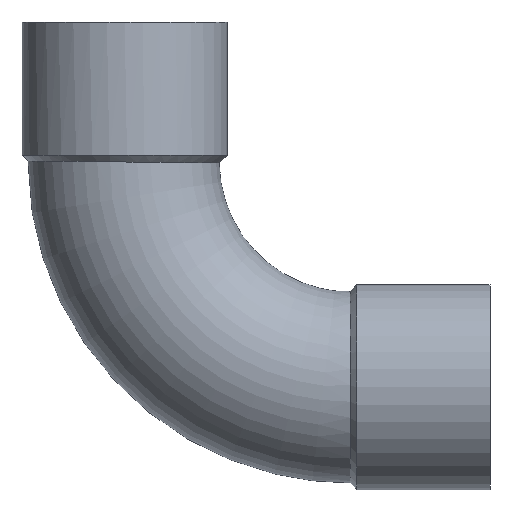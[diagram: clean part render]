
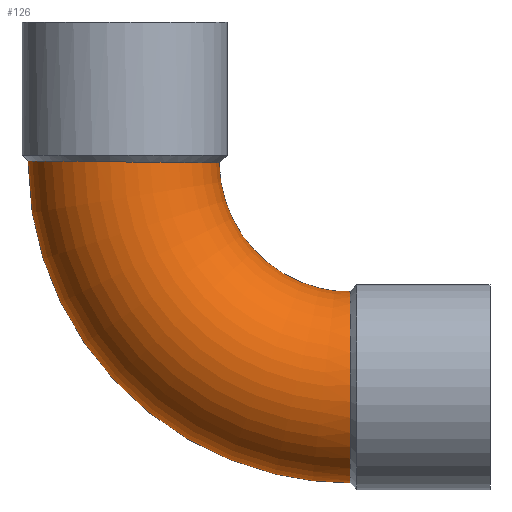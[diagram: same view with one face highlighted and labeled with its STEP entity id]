
A CAD part, left-side view. The second image highlights one B-rep face of the part: STEP entity #126.
In plain terms, the highlighted toroidal (fillet/blend) face has major radius 65 mm and minor radius 27.5 mm.
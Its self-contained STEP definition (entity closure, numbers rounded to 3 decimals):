
#20=B_SPLINE_CURVE_WITH_KNOTS('',3,(#224,#225,#226,#227,#228,#229,#230,
#231,#232,#233,#234,#235,#236,#237,#238,#239,#240,#241,#242,#243,#244,#245,
#246,#247,#248,#249,#250,#251,#252,#253,#254,#255,#256,#257,#258,#259,#260,
#261,#262,#263,#264,#265,#266,#267,#268,#269),.UNSPECIFIED.,.T.,.F.,(1,
1,1,1,1,1,1,1,1,1,1,1,1,1,1,1,1,1,1,1,1,1,1,1,1,1,1,1,1,1,1,1,1,1,1,1,1,
1,1,1,1,1,1,1,1,1,1,1,1,1),(-0.016,-0.011,-0.005,
0.,0.005,0.011,0.016,0.019,
0.022,0.024,0.027,0.032,
0.038,0.043,0.046,0.049,
0.051,0.054,0.059,0.065,
0.07,0.073,0.075,0.081,
0.086,0.089,0.092,0.097,
0.102,0.108,0.111,0.113,
0.116,0.119,0.124,0.129,
0.135,0.14,0.143,0.146,
0.148,0.151,0.154,0.156,
0.162,0.167,0.173,0.178,
0.183,0.189),.UNSPECIFIED.);
#21=TOROIDAL_SURFACE('',#155,65.,27.5);
#37=ORIENTED_EDGE('',*,*,#53,.T.);
#38=ORIENTED_EDGE('',*,*,#52,.T.);
#52=EDGE_CURVE('',#62,#62,#72,.T.);
#53=EDGE_CURVE('',#63,#63,#20,.T.);
#62=VERTEX_POINT('',#222);
#63=VERTEX_POINT('',#270);
#72=CIRCLE('',#154,27.5);
#86=EDGE_LOOP('',(#37));
#87=EDGE_LOOP('',(#38));
#106=FACE_BOUND('',#86,.T.);
#107=FACE_BOUND('',#87,.T.);
#126=ADVANCED_FACE('',(#106,#107),#21,.T.);
#154=AXIS2_PLACEMENT_3D('',#221,#185,#186);
#155=AXIS2_PLACEMENT_3D('',#223,#187,#188);
#185=DIRECTION('',(0.,1.,0.));
#186=DIRECTION('',(0.,0.,1.));
#187=DIRECTION('',(-1.,0.,0.));
#188=DIRECTION('',(0.,-1.,0.));
#221=CARTESIAN_POINT('',(0.,0.,0.));
#222=CARTESIAN_POINT('',(0.,0.,27.5));
#223=CARTESIAN_POINT('',(0.,0.,65.));
#224=CARTESIAN_POINT('',(12.112,40.107,64.448));
#225=CARTESIAN_POINT('',(7.025,38.226,64.428));
#226=CARTESIAN_POINT('',(1.664,37.367,64.42));
#227=CARTESIAN_POINT('',(-3.788,37.578,64.422));
#228=CARTESIAN_POINT('',(-8.18,38.632,64.433));
#229=CARTESIAN_POINT('',(-11.539,39.986,64.447));
#230=CARTESIAN_POINT('',(-13.918,41.228,64.459));
#231=CARTESIAN_POINT('',(-16.175,42.701,64.475));
#232=CARTESIAN_POINT('',(-19.01,44.983,64.499));
#233=CARTESIAN_POINT('',(-22.046,48.265,64.533));
#234=CARTESIAN_POINT('',(-24.908,52.931,64.582));
#235=CARTESIAN_POINT('',(-26.458,57.129,64.626));
#236=CARTESIAN_POINT('',(-27.206,60.691,64.664));
#237=CARTESIAN_POINT('',(-27.494,63.362,64.692));
#238=CARTESIAN_POINT('',(-27.525,66.049,64.721));
#239=CARTESIAN_POINT('',(-27.205,69.673,64.759));
#240=CARTESIAN_POINT('',(-26.164,74.027,64.805));
#241=CARTESIAN_POINT('',(-23.875,79.,64.858));
#242=CARTESIAN_POINT('',(-21.251,82.617,64.896));
#243=CARTESIAN_POINT('',(-18.705,85.22,64.923));
#244=CARTESIAN_POINT('',(-15.953,87.525,64.948));
#245=CARTESIAN_POINT('',(-12.105,89.891,64.973));
#246=CARTESIAN_POINT('',(-7.859,91.459,64.989));
#247=CARTESIAN_POINT('',(-4.351,92.199,64.997));
#248=CARTESIAN_POINT('',(-0.73,92.594,65.001));
#249=CARTESIAN_POINT('',(3.736,92.424,64.999));
#250=CARTESIAN_POINT('',(9.062,91.152,64.986));
#251=CARTESIAN_POINT('',(13.126,89.283,64.966));
#252=CARTESIAN_POINT('',(16.176,87.295,64.945));
#253=CARTESIAN_POINT('',(18.271,85.61,64.928));
#254=CARTESIAN_POINT('',(20.192,83.734,64.908));
#255=CARTESIAN_POINT('',(22.53,80.949,64.878));
#256=CARTESIAN_POINT('',(24.877,77.131,64.838));
#257=CARTESIAN_POINT('',(26.776,72.003,64.784));
#258=CARTESIAN_POINT('',(27.625,66.695,64.728));
#259=CARTESIAN_POINT('',(27.454,62.136,64.679));
#260=CARTESIAN_POINT('',(26.795,58.623,64.642));
#261=CARTESIAN_POINT('',(26.041,56.021,64.615));
#262=CARTESIAN_POINT('',(25.028,53.496,64.588));
#263=CARTESIAN_POINT('',(23.788,51.114,64.563));
#264=CARTESIAN_POINT('',(22.321,48.858,64.539));
#265=CARTESIAN_POINT('',(20.044,46.018,64.509));
#266=CARTESIAN_POINT('',(16.764,42.976,64.478));
#267=CARTESIAN_POINT('',(12.112,40.107,64.448));
#268=CARTESIAN_POINT('',(7.025,38.226,64.428));
#269=CARTESIAN_POINT('',(1.664,37.367,64.42));
#270=CARTESIAN_POINT('',(6.979,38.396,64.43));
